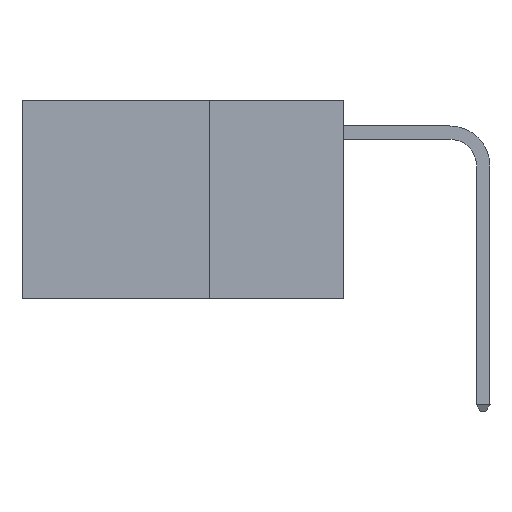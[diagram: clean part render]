
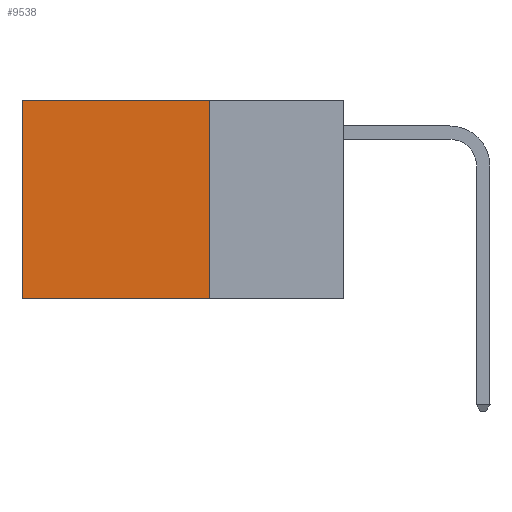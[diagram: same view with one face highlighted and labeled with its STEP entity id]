
A CAD part, left-side view. The second image highlights one B-rep face of the part: STEP entity #9538.
In plain terms, the highlighted planar face has unit normal (-1, 0, 0).
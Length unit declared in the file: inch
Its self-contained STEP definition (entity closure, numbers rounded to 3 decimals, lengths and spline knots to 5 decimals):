
#301 = CARTESIAN_POINT ( 'NONE',  ( 0.2625, 0.6, -0.37 ) ) ;
#935 = CARTESIAN_POINT ( 'NONE',  ( 0.2625, 0.6, 0. ) ) ;
#987 = DIRECTION ( 'NONE',  ( 0., 1., 0. ) ) ;
#1311 = CARTESIAN_POINT ( 'NONE',  ( 0.2625, 0.6, 0. ) ) ;
#1524 = VECTOR ( 'NONE', #12068, 39.37008 ) ;
#1965 = VECTOR ( 'NONE', #4021, 39.37008 ) ;
#2726 = AXIS2_PLACEMENT_3D ( 'NONE', #8017, #17004, #9378 ) ;
#3471 = CARTESIAN_POINT ( 'NONE',  ( 0.2625, 0.25, 0. ) ) ;
#4021 = DIRECTION ( 'NONE',  ( 0., 1., 0. ) ) ;
#4431 = VERTEX_POINT ( 'NONE', #6611 ) ;
#4811 = LINE ( 'NONE', #3471, #11904 ) ;
#4817 = CARTESIAN_POINT ( 'NONE',  ( 0.2625, 0.25, -0.37 ) ) ;
#4855 = DIRECTION ( 'NONE',  ( 0., 0., -1. ) ) ;
#6034 = VERTEX_POINT ( 'NONE', #935 ) ;
#6611 = CARTESIAN_POINT ( 'NONE',  ( 0.2625, 0.25, 0. ) ) ;
#7767 = ORIENTED_EDGE ( 'NONE', *, *, #14638, .T. ) ;
#8017 = CARTESIAN_POINT ( 'NONE',  ( 0.2625, 0.25, 0. ) ) ;
#8344 = EDGE_LOOP ( 'NONE', ( #8969, #8541, #14146, #7767 ) ) ;
#8541 = ORIENTED_EDGE ( 'NONE', *, *, #10134, .F. ) ;
#8969 = ORIENTED_EDGE ( 'NONE', *, *, #14667, .T. ) ;
#9304 = LINE ( 'NONE', #16756, #16087 ) ;
#9378 = DIRECTION ( 'NONE',  ( 0., 0., -1. ) ) ;
#9538 = ADVANCED_FACE ( 'NONE', ( #10135 ), #11913, .F. ) ;
#10134 = EDGE_CURVE ( 'NONE', #15850, #15602, #9304, .T. ) ;
#10135 = FACE_OUTER_BOUND ( 'NONE', #8344, .T. ) ;
#10679 = CARTESIAN_POINT ( 'NONE',  ( 0.2625, 0.25, 0. ) ) ;
#11904 = VECTOR ( 'NONE', #4855, 39.37008 ) ;
#11913 = PLANE ( 'NONE',  #2726 ) ;
#12068 = DIRECTION ( 'NONE',  ( 0., 0., -1. ) ) ;
#12516 = EDGE_CURVE ( 'NONE', #4431, #15850, #4811, .T. ) ;
#14146 = ORIENTED_EDGE ( 'NONE', *, *, #12516, .F. ) ;
#14638 = EDGE_CURVE ( 'NONE', #4431, #6034, #15941, .T. ) ;
#14667 = EDGE_CURVE ( 'NONE', #6034, #15602, #15551, .T. ) ;
#15551 = LINE ( 'NONE', #1311, #1524 ) ;
#15602 = VERTEX_POINT ( 'NONE', #301 ) ;
#15850 = VERTEX_POINT ( 'NONE', #4817 ) ;
#15941 = LINE ( 'NONE', #10679, #1965 ) ;
#16087 = VECTOR ( 'NONE', #987, 39.37008 ) ;
#16756 = CARTESIAN_POINT ( 'NONE',  ( 0.2625, 0.25, -0.37 ) ) ;
#17004 = DIRECTION ( 'NONE',  ( 1., 0., 0. ) ) ;
